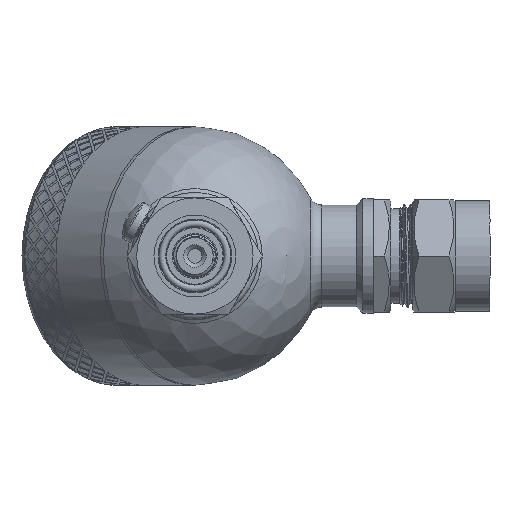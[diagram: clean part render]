
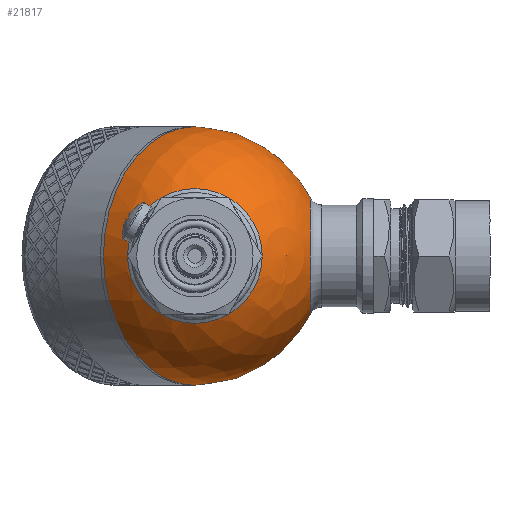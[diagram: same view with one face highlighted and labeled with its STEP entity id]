
A CAD part, left-side view. The second image highlights one B-rep face of the part: STEP entity #21817.
In plain terms, the highlighted spherical face has radius 30 mm.
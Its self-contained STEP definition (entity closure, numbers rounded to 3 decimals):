
#39=SPHERICAL_SURFACE('',#23145,30.);
#112=FACE_BOUND('',#3277,.T.);
#113=FACE_BOUND('',#3278,.T.);
#1827=FACE_OUTER_BOUND('',#3276,.T.);
#3276=EDGE_LOOP('',(#16181,#16182,#16183,#16184));
#3277=EDGE_LOOP('',(#16185));
#3278=EDGE_LOOP('',(#16186));
#4628=CIRCLE('',#23142,15.643);
#4631=CIRCLE('',#23146,30.);
#4632=CIRCLE('',#23147,30.);
#4633=CIRCLE('',#23148,30.);
#4634=CIRCLE('',#23149,13.5);
#9087=VERTEX_POINT('',#35879);
#9089=VERTEX_POINT('',#35885);
#9090=VERTEX_POINT('',#35886);
#9091=VERTEX_POINT('',#35888);
#9092=VERTEX_POINT('',#35891);
#11726=EDGE_CURVE('',#9087,#9087,#4628,.T.);
#11729=EDGE_CURVE('',#9089,#9090,#4631,.T.);
#11730=EDGE_CURVE('',#9089,#9091,#4632,.T.);
#11731=EDGE_CURVE('',#9090,#9089,#4633,.T.);
#11732=EDGE_CURVE('',#9092,#9092,#4634,.T.);
#16181=ORIENTED_EDGE('',*,*,#11729,.F.);
#16182=ORIENTED_EDGE('',*,*,#11730,.T.);
#16183=ORIENTED_EDGE('',*,*,#11730,.F.);
#16184=ORIENTED_EDGE('',*,*,#11731,.F.);
#16185=ORIENTED_EDGE('',*,*,#11726,.F.);
#16186=ORIENTED_EDGE('',*,*,#11732,.F.);
#21817=ADVANCED_FACE('',(#1827,#112,#113),#39,.T.);
#23142=AXIS2_PLACEMENT_3D('',#35880,#24567,#24568);
#23145=AXIS2_PLACEMENT_3D('',#35884,#24573,#24574);
#23146=AXIS2_PLACEMENT_3D('',#35887,#24575,#24576);
#23147=AXIS2_PLACEMENT_3D('',#35889,#24577,#24578);
#23148=AXIS2_PLACEMENT_3D('',#35890,#24579,#24580);
#23149=AXIS2_PLACEMENT_3D('',#35892,#24581,#24582);
#24567=DIRECTION('center_axis',(-0.707,0.,0.707));
#24568=DIRECTION('ref_axis',(0.707,0.,0.707));
#24573=DIRECTION('center_axis',(1.,0.,0.));
#24574=DIRECTION('ref_axis',(0.,-1.,0.));
#24575=DIRECTION('center_axis',(1.,0.,0.));
#24576=DIRECTION('ref_axis',(0.,1.,0.));
#24577=DIRECTION('center_axis',(0.,0.,1.));
#24578=DIRECTION('ref_axis',(0.,1.,0.));
#24579=DIRECTION('center_axis',(1.,0.,0.));
#24580=DIRECTION('ref_axis',(0.,1.,0.));
#24581=DIRECTION('center_axis',(-0.707,0.,-0.707));
#24582=DIRECTION('ref_axis',(-0.707,0.,0.707));
#35879=CARTESIAN_POINT('',(-29.162,0.,7.04));
#35880=CARTESIAN_POINT('Origin',(-18.101,0.,18.101));
#35884=CARTESIAN_POINT('Origin',(0.,0.,0.));
#35885=CARTESIAN_POINT('',(0.,30.,0.));
#35886=CARTESIAN_POINT('',(0.,-30.,0.));
#35887=CARTESIAN_POINT('Origin',(0.,0.,0.));
#35888=CARTESIAN_POINT('',(-30.,0.,0.));
#35889=CARTESIAN_POINT('Origin',(0.,0.,0.));
#35890=CARTESIAN_POINT('Origin',(0.,0.,0.));
#35891=CARTESIAN_POINT('',(-9.398,0.,-28.49));
#35892=CARTESIAN_POINT('Origin',(-18.944,0.,-18.944));
